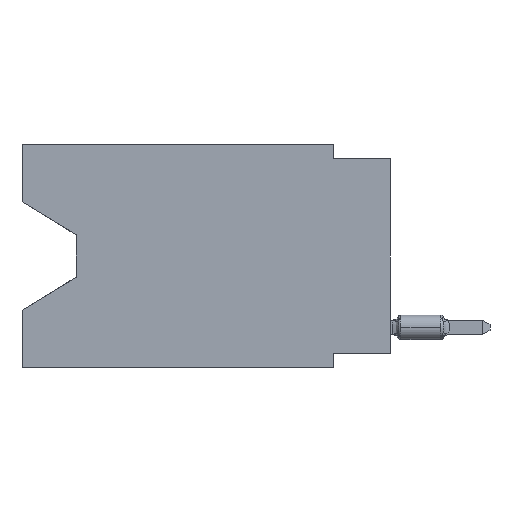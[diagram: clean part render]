
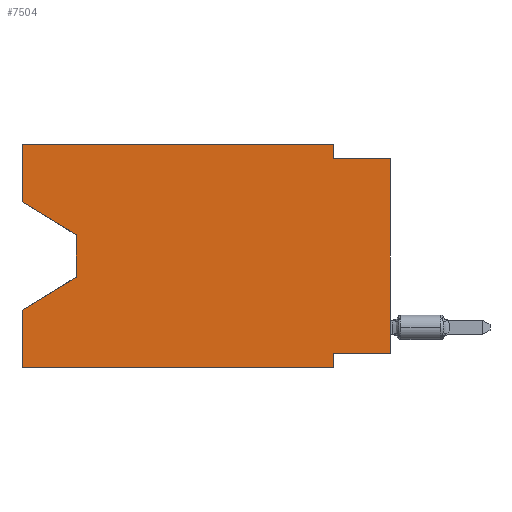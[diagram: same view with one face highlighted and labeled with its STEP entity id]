
A CAD part, left-side view. The second image highlights one B-rep face of the part: STEP entity #7504.
In plain terms, the highlighted planar face has unit normal (-1, 0, 0).
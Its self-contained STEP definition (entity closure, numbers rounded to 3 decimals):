
#156 = VERTEX_POINT ( 'NONE', #2616 ) ;
#183 = EDGE_LOOP ( 'NONE', ( #4593, #826, #3930, #10105, #5351, #6770, #747, #4228, #11413, #3091, #2316, #4268 ) ) ;
#571 = VERTEX_POINT ( 'NONE', #1327 ) ;
#747 = ORIENTED_EDGE ( 'NONE', *, *, #10325, .F. ) ;
#771 = VECTOR ( 'NONE', #9623, 1000. ) ;
#826 = ORIENTED_EDGE ( 'NONE', *, *, #9710, .T. ) ;
#975 = CARTESIAN_POINT ( 'NONE',  ( 0., 2.54, -9.906 ) ) ;
#1203 = VECTOR ( 'NONE', #4661, 1000. ) ;
#1271 = CARTESIAN_POINT ( 'NONE',  ( 0., 2.54, -9.271 ) ) ;
#1327 = CARTESIAN_POINT ( 'NONE',  ( 0., 2.54, -9.906 ) ) ;
#1597 = CARTESIAN_POINT ( 'NONE',  ( 0., 16.383, 0. ) ) ;
#1825 = CARTESIAN_POINT ( 'NONE',  ( 0., 0., 0. ) ) ;
#2021 = DIRECTION ( 'NONE',  ( 0., 0., 1. ) ) ;
#2316 = ORIENTED_EDGE ( 'NONE', *, *, #5107, .F. ) ;
#2401 = CARTESIAN_POINT ( 'NONE',  ( 0., 16.383, -2.546 ) ) ;
#2518 = DIRECTION ( 'NONE',  ( 0., -1., 0. ) ) ;
#2616 = CARTESIAN_POINT ( 'NONE',  ( 0., 2.54, 0. ) ) ;
#2682 = PLANE ( 'NONE',  #5336 ) ;
#3046 = CARTESIAN_POINT ( 'NONE',  ( 0., 16.383, -2.546 ) ) ;
#3091 = ORIENTED_EDGE ( 'NONE', *, *, #8992, .F. ) ;
#3438 = CARTESIAN_POINT ( 'NONE',  ( 0., 16.383, -7.36 ) ) ;
#3474 = VECTOR ( 'NONE', #4912, 1000. ) ;
#3492 = CARTESIAN_POINT ( 'NONE',  ( 0., 0., -0.635 ) ) ;
#3751 = LINE ( 'NONE', #7717, #10319 ) ;
#3833 = CARTESIAN_POINT ( 'NONE',  ( 0., 0., -9.271 ) ) ;
#3884 = LINE ( 'NONE', #4848, #1203 ) ;
#3930 = ORIENTED_EDGE ( 'NONE', *, *, #11085, .T. ) ;
#4228 = ORIENTED_EDGE ( 'NONE', *, *, #4407, .T. ) ;
#4251 = VERTEX_POINT ( 'NONE', #6998 ) ;
#4268 = ORIENTED_EDGE ( 'NONE', *, *, #8321, .F. ) ;
#4355 = VERTEX_POINT ( 'NONE', #3833 ) ;
#4386 = LINE ( 'NONE', #5365, #8854 ) ;
#4407 = EDGE_CURVE ( 'NONE', #4355, #5358, #4861, .T. ) ;
#4572 = EDGE_CURVE ( 'NONE', #7862, #4644, #6948, .T. ) ;
#4593 = ORIENTED_EDGE ( 'NONE', *, *, #10171, .T. ) ;
#4644 = VERTEX_POINT ( 'NONE', #3438 ) ;
#4661 = DIRECTION ( 'NONE',  ( 0., -1., 0. ) ) ;
#4685 = DIRECTION ( 'NONE',  ( 1., 0., 0. ) ) ;
#4848 = CARTESIAN_POINT ( 'NONE',  ( 0., 16.383, 0. ) ) ;
#4861 = LINE ( 'NONE', #1825, #7936 ) ;
#4912 = DIRECTION ( 'NONE',  ( 0., 0., -1. ) ) ;
#5107 = EDGE_CURVE ( 'NONE', #10701, #156, #3884, .T. ) ;
#5126 = EDGE_CURVE ( 'NONE', #4251, #5358, #3751, .T. ) ;
#5216 = EDGE_CURVE ( 'NONE', #7239, #571, #6084, .T. ) ;
#5336 = AXIS2_PLACEMENT_3D ( 'NONE', #1597, #4685, #5534 ) ;
#5351 = ORIENTED_EDGE ( 'NONE', *, *, #12208, .T. ) ;
#5358 = VERTEX_POINT ( 'NONE', #3492 ) ;
#5365 = CARTESIAN_POINT ( 'NONE',  ( 0., 0., -9.271 ) ) ;
#5428 = CARTESIAN_POINT ( 'NONE',  ( 0., 16.383, -9.906 ) ) ;
#5534 = DIRECTION ( 'NONE',  ( 0., 0., -1. ) ) ;
#5565 = VERTEX_POINT ( 'NONE', #8738 ) ;
#5623 = VECTOR ( 'NONE', #7941, 1000. ) ;
#5656 = CARTESIAN_POINT ( 'NONE',  ( 0., 13.97, -4.013 ) ) ;
#5877 = LINE ( 'NONE', #10103, #7029 ) ;
#6084 = LINE ( 'NONE', #975, #3474 ) ;
#6098 = CARTESIAN_POINT ( 'NONE',  ( 0., 16.383, 0. ) ) ;
#6147 = VECTOR ( 'NONE', #10708, 1000. ) ;
#6770 = ORIENTED_EDGE ( 'NONE', *, *, #5216, .F. ) ;
#6948 = LINE ( 'NONE', #6098, #7000 ) ;
#6998 = CARTESIAN_POINT ( 'NONE',  ( 0., 2.54, -0.635 ) ) ;
#7000 = VECTOR ( 'NONE', #2021, 1000. ) ;
#7029 = VECTOR ( 'NONE', #8877, 1000. ) ;
#7088 = CARTESIAN_POINT ( 'NONE',  ( 0., 13.97, -5.893 ) ) ;
#7239 = VERTEX_POINT ( 'NONE', #1271 ) ;
#7349 = CARTESIAN_POINT ( 'NONE',  ( 0., 16.383, 0. ) ) ;
#7504 = ADVANCED_FACE ( 'NONE', ( #7682 ), #2682, .F. ) ;
#7682 = FACE_OUTER_BOUND ( 'NONE', #183, .T. ) ;
#7704 = VERTEX_POINT ( 'NONE', #7088 ) ;
#7717 = CARTESIAN_POINT ( 'NONE',  ( 0., 0., -0.635 ) ) ;
#7810 = CARTESIAN_POINT ( 'NONE',  ( 0., 13.97, -5.893 ) ) ;
#7862 = VERTEX_POINT ( 'NONE', #8637 ) ;
#7936 = VECTOR ( 'NONE', #10776, 1000. ) ;
#7941 = DIRECTION ( 'NONE',  ( 0., 0.855, -0.519 ) ) ;
#8020 = CARTESIAN_POINT ( 'NONE',  ( 0., 16.383, 0. ) ) ;
#8272 = LINE ( 'NONE', #7349, #12813 ) ;
#8321 = EDGE_CURVE ( 'NONE', #8726, #10701, #8272, .T. ) ;
#8543 = LINE ( 'NONE', #5428, #8771 ) ;
#8637 = CARTESIAN_POINT ( 'NONE',  ( 0., 16.383, -9.906 ) ) ;
#8726 = VERTEX_POINT ( 'NONE', #2401 ) ;
#8738 = CARTESIAN_POINT ( 'NONE',  ( 0., 13.97, -4.013 ) ) ;
#8771 = VECTOR ( 'NONE', #2518, 1000. ) ;
#8854 = VECTOR ( 'NONE', #10430, 1000. ) ;
#8877 = DIRECTION ( 'NONE',  ( 0., 0., -1. ) ) ;
#8992 = EDGE_CURVE ( 'NONE', #156, #4251, #5877, .T. ) ;
#9623 = DIRECTION ( 'NONE',  ( 0., 0., -1. ) ) ;
#9710 = EDGE_CURVE ( 'NONE', #5565, #7704, #10595, .T. ) ;
#10103 = CARTESIAN_POINT ( 'NONE',  ( 0., 2.54, 0. ) ) ;
#10105 = ORIENTED_EDGE ( 'NONE', *, *, #4572, .F. ) ;
#10171 = EDGE_CURVE ( 'NONE', #8726, #5565, #11686, .T. ) ;
#10319 = VECTOR ( 'NONE', #10515, 1000. ) ;
#10325 = EDGE_CURVE ( 'NONE', #4355, #7239, #4386, .T. ) ;
#10430 = DIRECTION ( 'NONE',  ( 0., 1., 0. ) ) ;
#10515 = DIRECTION ( 'NONE',  ( 0., -1., 0. ) ) ;
#10595 = LINE ( 'NONE', #5656, #771 ) ;
#10701 = VERTEX_POINT ( 'NONE', #8020 ) ;
#10708 = DIRECTION ( 'NONE',  ( 0., -0.855, -0.519 ) ) ;
#10776 = DIRECTION ( 'NONE',  ( 0., 0., 1. ) ) ;
#11085 = EDGE_CURVE ( 'NONE', #7704, #4644, #11766, .T. ) ;
#11413 = ORIENTED_EDGE ( 'NONE', *, *, #5126, .F. ) ;
#11686 = LINE ( 'NONE', #3046, #6147 ) ;
#11766 = LINE ( 'NONE', #7810, #5623 ) ;
#12208 = EDGE_CURVE ( 'NONE', #7862, #571, #8543, .T. ) ;
#12472 = DIRECTION ( 'NONE',  ( 0., 0., 1. ) ) ;
#12813 = VECTOR ( 'NONE', #12472, 1000. ) ;
